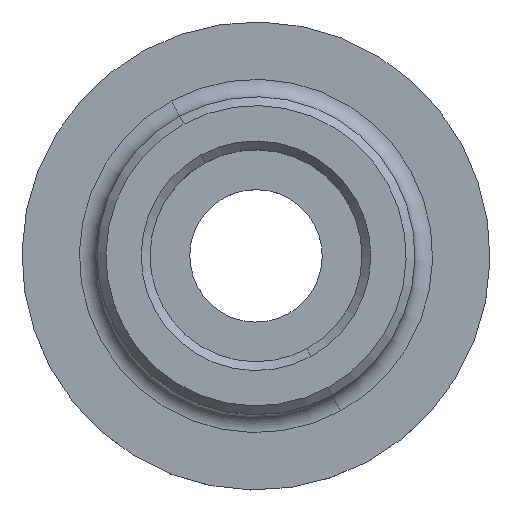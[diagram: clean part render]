
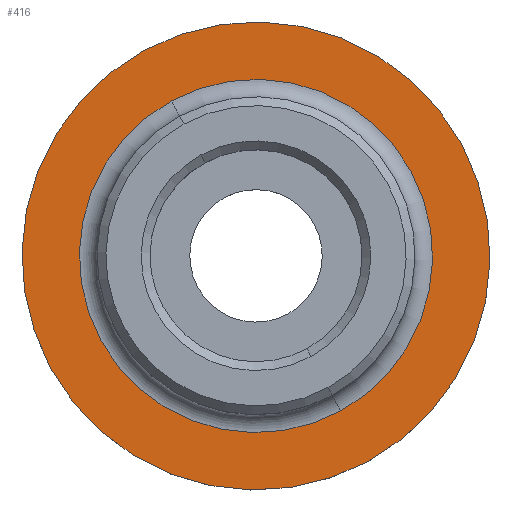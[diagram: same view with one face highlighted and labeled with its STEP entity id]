
A CAD part, top view. The second image highlights one B-rep face of the part: STEP entity #416.
In plain terms, the highlighted planar face has unit normal (0, 0, 1).
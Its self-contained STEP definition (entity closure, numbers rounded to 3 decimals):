
#63=CARTESIAN_POINT('Vertex',(12.705,-23.256,13.2)) ;
#66=CARTESIAN_POINT('Axis2P3D Location',(0.,0.,13.2)) ;
#70=CARTESIAN_POINT('Vertex',(-12.705,23.256,13.2)) ;
#92=CARTESIAN_POINT('Axis2P3D Location',(0.,0.,13.2)) ;
#389=CARTESIAN_POINT('Axis2P3D Location',(0.,18.,13.2)) ;
#398=CARTESIAN_POINT('Axis2P3D Location',(0.,0.,13.2)) ;
#402=CARTESIAN_POINT('Vertex',(9.589,-17.552,13.2)) ;
#404=CARTESIAN_POINT('Vertex',(-9.589,17.552,13.2)) ;
#407=CARTESIAN_POINT('Axis2P3D Location',(0.,0.,13.2)) ;
#67=DIRECTION('Axis2P3D Direction',(0.,0.,1.)) ;
#93=DIRECTION('Axis2P3D Direction',(0.,0.,1.)) ;
#390=DIRECTION('Axis2P3D Direction',(0.,0.,1.)) ;
#391=DIRECTION('Axis2P3D XDirection',(1.,0.,0.)) ;
#399=DIRECTION('Axis2P3D Direction',(0.,0.,1.)) ;
#408=DIRECTION('Axis2P3D Direction',(0.,0.,1.)) ;
#68=AXIS2_PLACEMENT_3D('Circle Axis2P3D',#66,#67,$) ;
#94=AXIS2_PLACEMENT_3D('Circle Axis2P3D',#92,#93,$) ;
#392=AXIS2_PLACEMENT_3D('Plane Axis2P3D',#389,#390,#391) ;
#400=AXIS2_PLACEMENT_3D('Circle Axis2P3D',#398,#399,$) ;
#409=AXIS2_PLACEMENT_3D('Circle Axis2P3D',#407,#408,$) ;
#395=ORIENTED_EDGE('',*,*,#96,.T.) ;
#396=ORIENTED_EDGE('',*,*,#72,.T.) ;
#413=ORIENTED_EDGE('',*,*,#406,.T.) ;
#414=ORIENTED_EDGE('',*,*,#411,.T.) ;
#415=FACE_BOUND('',#412,.T.) ;
#416=ADVANCED_FACE('Corps principal',(#397,#415),#393,.T.) ;
#69=CIRCLE('generated circle',#68,26.5) ;
#95=CIRCLE('generated circle',#94,26.5) ;
#401=CIRCLE('generated circle',#400,20.) ;
#410=CIRCLE('generated circle',#409,20.) ;
#72=EDGE_CURVE('',#71,#64,#69,.T.) ;
#96=EDGE_CURVE('',#64,#71,#95,.T.) ;
#406=EDGE_CURVE('',#403,#405,#401,.F.) ;
#411=EDGE_CURVE('',#405,#403,#410,.F.) ;
#394=EDGE_LOOP('',(#395,#396)) ;
#412=EDGE_LOOP('',(#413,#414)) ;
#397=FACE_OUTER_BOUND('',#394,.T.) ;
#393=PLANE('',#392) ;
#64=VERTEX_POINT('',#63) ;
#71=VERTEX_POINT('',#70) ;
#403=VERTEX_POINT('',#402) ;
#405=VERTEX_POINT('',#404) ;
